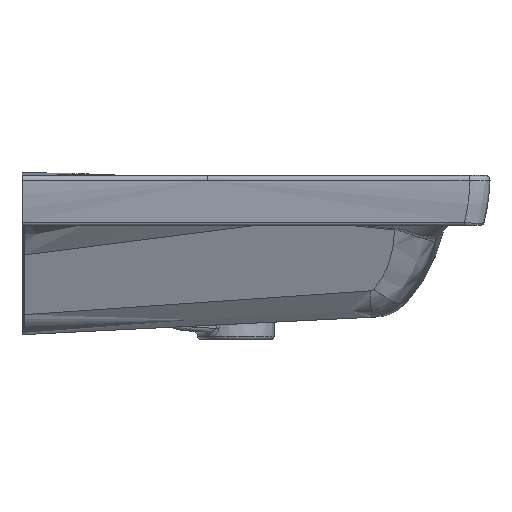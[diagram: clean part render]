
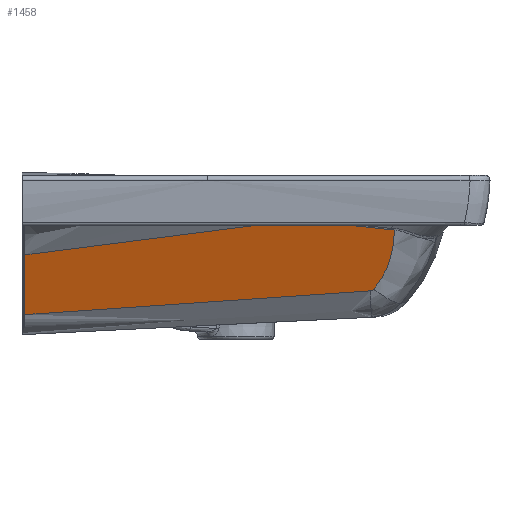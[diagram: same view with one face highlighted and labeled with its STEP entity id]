
A CAD part, left-side view. The second image highlights one B-rep face of the part: STEP entity #1458.
In plain terms, the highlighted free-form (B-spline) face has degree [1, 1] with [2, 2] control points.
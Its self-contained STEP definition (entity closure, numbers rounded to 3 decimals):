
#67=(
BOUNDED_CURVE()
B_SPLINE_CURVE(3,(#26612,#26613,#26614,#26615,#26616,#26617,#26618,#26619,
#26620,#26621,#26622,#26623,#26624,#26625,#26626,#26627,#26628,#26629,#26630,
#26631,#26632,#26633),.UNSPECIFIED.,.F.,.F.)
B_SPLINE_CURVE_WITH_KNOTS((4,2,2,2,2,2,2,2,2,2,4),(0.,0.033,
0.066,0.133,0.166,0.199,
0.232,0.249,0.265,0.531,
1.),.UNSPECIFIED.)
CURVE()
GEOMETRIC_REPRESENTATION_ITEM()
RATIONAL_B_SPLINE_CURVE((1.,1.,1.,1.,1.,1.,1.,1.,1.,1.,1.,1.,1.,1.,1.,1.,
1.,1.,1.,1.,1.,1.))
REPRESENTATION_ITEM('')
);
#74=(
BOUNDED_CURVE()
B_SPLINE_CURVE(3,(#29781,#29782,#29783,#29784,#29785,#29786,#29787,#29788,
#29789,#29790),.UNSPECIFIED.,.F.,.F.)
B_SPLINE_CURVE_WITH_KNOTS((4,2,2,2,4),(0.,0.217,0.509,
0.8,1.),.UNSPECIFIED.)
CURVE()
GEOMETRIC_REPRESENTATION_ITEM()
RATIONAL_B_SPLINE_CURVE((1.,1.,1.,1.,1.,1.,1.,1.,1.,1.))
REPRESENTATION_ITEM('')
);
#1117=B_SPLINE_SURFACE_WITH_KNOTS('',1,1,((#29891,#29892),(#29893,#29894)),
 .UNSPECIFIED.,.F.,.F.,.F.,(2,2),(2,2),(0.,1.),(0.,1.),.UNSPECIFIED.);
#1458=ADVANCED_FACE('',(#2980),#1117,.T.);
#2980=FACE_OUTER_BOUND('',#3916,.T.);
#3916=EDGE_LOOP('',(#5851,#5852,#5853,#5854,#5855,#5856,#5857,#5858));
#5851=ORIENTED_EDGE('',*,*,#11548,.T.);
#5852=ORIENTED_EDGE('',*,*,#11540,.F.);
#5853=ORIENTED_EDGE('',*,*,#11543,.F.);
#5854=ORIENTED_EDGE('',*,*,#11285,.F.);
#5855=ORIENTED_EDGE('',*,*,#11549,.T.);
#5856=ORIENTED_EDGE('',*,*,#11550,.T.);
#5857=ORIENTED_EDGE('',*,*,#11551,.T.);
#5858=ORIENTED_EDGE('',*,*,#11552,.T.);
#9732=VERTEX_POINT('',#26611);
#9733=VERTEX_POINT('',#26634);
#9909=VERTEX_POINT('',#29735);
#9916=VERTEX_POINT('',#29780);
#9921=VERTEX_POINT('',#29841);
#9922=VERTEX_POINT('',#29846);
#9923=VERTEX_POINT('',#29878);
#9924=VERTEX_POINT('',#29886);
#11285=EDGE_CURVE('',#9732,#9733,#67,.T.);
#11540=EDGE_CURVE('',#9916,#9909,#74,.T.);
#11543=EDGE_CURVE('',#9733,#9916,#13730,.T.);
#11548=EDGE_CURVE('',#9921,#9909,#13731,.T.);
#11549=EDGE_CURVE('',#9732,#9922,#13732,.T.);
#11550=EDGE_CURVE('',#9922,#9923,#13733,.T.);
#11551=EDGE_CURVE('',#9923,#9924,#13734,.T.);
#11552=EDGE_CURVE('',#9924,#9921,#13735,.T.);
#13730=B_SPLINE_CURVE_WITH_KNOTS('',3,(#29825,#29826,#29827,#29828),
 .UNSPECIFIED.,.F.,.F.,(4,4),(0.,1.),.UNSPECIFIED.);
#13731=B_SPLINE_CURVE_WITH_KNOTS('',3,(#29837,#29838,#29839,#29840),
 .UNSPECIFIED.,.F.,.F.,(4,4),(0.,1.),.UNSPECIFIED.);
#13732=B_SPLINE_CURVE_WITH_KNOTS('',3,(#29842,#29843,#29844,#29845),
 .UNSPECIFIED.,.F.,.F.,(4,4),(0.,1.),.UNSPECIFIED.);
#13733=B_SPLINE_CURVE_WITH_KNOTS('',3,(#29847,#29848,#29849,#29850,#29851,
#29852,#29853,#29854,#29855,#29856,#29857,#29858,#29859,#29860,#29861,#29862,
#29863,#29864,#29865,#29866,#29867,#29868,#29869,#29870,#29871,#29872,#29873,
#29874,#29875,#29876,#29877),.UNSPECIFIED.,.F.,.F.,(4,1,2,2,1,2,2,1,1,2,
2,1,2,2,1,1,2,2,4),(0.,0.125,0.156,0.188,
0.25,0.313,0.344,0.375,
0.438,0.469,0.484,0.5,
0.625,0.688,0.75,0.875,
0.938,0.969,1.),.UNSPECIFIED.);
#13734=B_SPLINE_CURVE_WITH_KNOTS('',3,(#29879,#29880,#29881,#29882,#29883,
#29884,#29885),.UNSPECIFIED.,.F.,.F.,(4,3,4),(0.,1.,1.),
 .UNSPECIFIED.);
#13735=B_SPLINE_CURVE_WITH_KNOTS('',3,(#29887,#29888,#29889,#29890),
 .UNSPECIFIED.,.F.,.F.,(4,4),(0.,1.),.UNSPECIFIED.);
#26611=CARTESIAN_POINT('',(-462.297,-350.231,-115.937));
#26612=CARTESIAN_POINT('',(-462.297,-350.231,-115.937));
#26613=CARTESIAN_POINT('',(-462.346,-346.828,-116.185));
#26614=CARTESIAN_POINT('',(-462.399,-343.456,-116.422));
#26615=CARTESIAN_POINT('',(-462.5,-336.71,-116.904));
#26616=CARTESIAN_POINT('',(-462.551,-333.336,-117.145));
#26617=CARTESIAN_POINT('',(-462.704,-323.146,-117.871));
#26618=CARTESIAN_POINT('',(-462.809,-316.256,-118.36));
#26619=CARTESIAN_POINT('',(-462.969,-305.744,-119.102));
#26620=CARTESIAN_POINT('',(-463.024,-302.211,-119.351));
#26621=CARTESIAN_POINT('',(-463.133,-295.092,-119.852));
#26622=CARTESIAN_POINT('',(-463.189,-291.502,-120.104));
#26623=CARTESIAN_POINT('',(-463.304,-284.144,-120.616));
#26624=CARTESIAN_POINT('',(-463.363,-280.391,-120.876));
#26625=CARTESIAN_POINT('',(-463.455,-274.653,-121.271));
#26626=CARTESIAN_POINT('',(-463.485,-272.723,-121.404));
#26627=CARTESIAN_POINT('',(-463.548,-268.827,-121.671));
#26628=CARTESIAN_POINT('',(-463.58,-266.857,-121.805));
#26629=CARTESIAN_POINT('',(-464.12,-233.361,-124.094));
#26630=CARTESIAN_POINT('',(-464.628,-201.835,-126.247));
#26631=CARTESIAN_POINT('',(-466.035,-114.54,-132.211));
#26632=CARTESIAN_POINT('',(-466.933,-58.77,-136.021));
#26633=CARTESIAN_POINT('',(-467.832,-3.,-139.831));
#26634=CARTESIAN_POINT('',(-467.832,-3.,-139.831));
#29735=CARTESIAN_POINT('',(-490.495,-267.991,-45.884));
#29780=CARTESIAN_POINT('',(-489.17,-3.,-79.745));
#29781=CARTESIAN_POINT('',(-489.17,-3.,-79.745));
#29782=CARTESIAN_POINT('',(-489.288,-22.178,-77.231));
#29783=CARTESIAN_POINT('',(-489.397,-41.355,-74.744));
#29784=CARTESIAN_POINT('',(-489.636,-86.297,-68.962));
#29785=CARTESIAN_POINT('',(-489.761,-112.061,-65.68));
#29786=CARTESIAN_POINT('',(-490.004,-163.59,-59.137));
#29787=CARTESIAN_POINT('',(-490.123,-189.354,-55.874));
#29788=CARTESIAN_POINT('',(-490.326,-232.742,-50.369));
#29789=CARTESIAN_POINT('',(-490.409,-250.366,-48.13));
#29790=CARTESIAN_POINT('',(-490.495,-267.99,-45.884));
#29825=CARTESIAN_POINT('',(-467.832,-3.,-139.831));
#29826=CARTESIAN_POINT('',(-474.945,-3.,-119.803));
#29827=CARTESIAN_POINT('',(-482.057,-3.,-99.774));
#29828=CARTESIAN_POINT('',(-489.17,-3.,-79.745));
#29837=CARTESIAN_POINT('',(-489.567,-290.551,-45.931));
#29838=CARTESIAN_POINT('',(-489.876,-283.053,-45.916));
#29839=CARTESIAN_POINT('',(-490.185,-275.534,-45.9));
#29840=CARTESIAN_POINT('',(-490.495,-267.992,-45.884));
#29841=CARTESIAN_POINT('',(-489.567,-290.551,-45.931));
#29842=CARTESIAN_POINT('',(-462.297,-350.231,-115.937));
#29843=CARTESIAN_POINT('',(-462.278,-351.544,-115.841));
#29844=CARTESIAN_POINT('',(-462.444,-352.748,-115.237));
#29845=CARTESIAN_POINT('',(-462.767,-353.584,-114.232));
#29846=CARTESIAN_POINT('',(-462.767,-353.585,-114.232));
#29847=CARTESIAN_POINT('',(-462.767,-353.585,-114.232));
#29848=CARTESIAN_POINT('',(-463.601,-355.74,-111.639));
#29849=CARTESIAN_POINT('',(-464.687,-358.23,-108.299));
#29850=CARTESIAN_POINT('',(-465.827,-360.465,-104.834));
#29851=CARTESIAN_POINT('',(-466.287,-361.339,-103.439));
#29852=CARTESIAN_POINT('',(-466.474,-361.682,-102.873));
#29853=CARTESIAN_POINT('',(-467.089,-362.781,-101.016));
#29854=CARTESIAN_POINT('',(-467.917,-364.173,-98.526));
#29855=CARTESIAN_POINT('',(-468.76,-365.415,-96.011));
#29856=CARTESIAN_POINT('',(-469.398,-366.29,-94.114));
#29857=CARTESIAN_POINT('',(-469.574,-366.523,-93.592));
#29858=CARTESIAN_POINT('',(-469.941,-366.993,-92.506));
#29859=CARTESIAN_POINT('',(-470.491,-367.676,-90.879));
#29860=CARTESIAN_POINT('',(-471.226,-368.494,-88.718));
#29861=CARTESIAN_POINT('',(-471.777,-369.038,-87.104));
#29862=CARTESIAN_POINT('',(-472.053,-369.298,-86.298));
#29863=CARTESIAN_POINT('',(-472.15,-369.388,-86.014));
#29864=CARTESIAN_POINT('',(-472.281,-369.507,-85.631));
#29865=CARTESIAN_POINT('',(-472.889,-370.045,-83.857));
#29866=CARTESIAN_POINT('',(-473.657,-370.627,-81.63));
#29867=CARTESIAN_POINT('',(-474.869,-371.455,-78.123));
#29868=CARTESIAN_POINT('',(-475.394,-371.798,-76.606));
#29869=CARTESIAN_POINT('',(-476.373,-372.382,-73.782));
#29870=CARTESIAN_POINT('',(-477.828,-373.178,-69.594));
#29871=CARTESIAN_POINT('',(-479.715,-373.925,-64.196));
#29872=CARTESIAN_POINT('',(-481.09,-374.248,-60.287));
#29873=CARTESIAN_POINT('',(-481.77,-374.371,-58.356));
#29874=CARTESIAN_POINT('',(-481.988,-374.404,-57.739));
#29875=CARTESIAN_POINT('',(-482.507,-374.467,-56.271));
#29876=CARTESIAN_POINT('',(-482.767,-374.491,-55.536));
#29877=CARTESIAN_POINT('',(-483.028,-374.506,-54.801));
#29878=CARTESIAN_POINT('',(-483.028,-374.506,-54.801));
#29879=CARTESIAN_POINT('',(-483.028,-374.506,-54.801));
#29880=CARTESIAN_POINT('',(-483.113,-373.015,-54.731));
#29881=CARTESIAN_POINT('',(-483.213,-371.526,-54.617));
#29882=CARTESIAN_POINT('',(-483.328,-370.043,-54.464));
#29883=CARTESIAN_POINT('',(-483.328,-370.042,-54.464));
#29884=CARTESIAN_POINT('',(-483.328,-370.042,-54.464));
#29885=CARTESIAN_POINT('',(-483.328,-370.042,-54.464));
#29886=CARTESIAN_POINT('',(-483.328,-370.042,-54.464));
#29887=CARTESIAN_POINT('',(-483.327,-370.042,-54.464));
#29888=CARTESIAN_POINT('',(-485.369,-343.53,-51.729));
#29889=CARTESIAN_POINT('',(-487.447,-317.032,-48.892));
#29890=CARTESIAN_POINT('',(-489.567,-290.551,-45.931));
#29891=CARTESIAN_POINT('',(-425.833,-501.305,-201.441));
#29892=CARTESIAN_POINT('',(-443.808,0.,-207.824));
#29893=CARTESIAN_POINT('',(-509.738,-501.305,34.833));
#29894=CARTESIAN_POINT('',(-527.713,0.,28.45));
